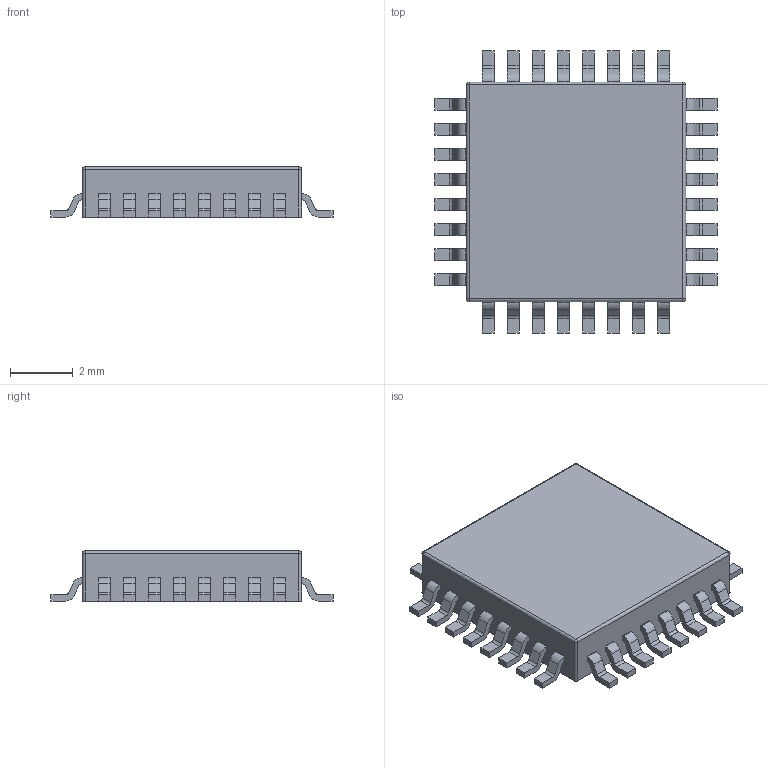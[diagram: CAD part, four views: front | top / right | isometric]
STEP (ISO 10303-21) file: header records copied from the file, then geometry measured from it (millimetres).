
FILE_DESCRIPTION (( 'STEP AP203' ), '1' );
FILE_NAME ( 'QFP33P80_900X900X160L60X37T390-LQ.STEP', '2023-06-07T00:29:46', ( '' ), ( '' ), '', '©2017-2022 PCBL', '' );
FILE_SCHEMA (( 'AUTOMOTIVE_DESIGN' ));
Length unit declared in the file: millimetre
Products named in the file (1): QFP33P80_900X900X160L60X37T390-LQ
Bounding box: 9 x 9 x 1.6 mm (x, y, z)
Volume: 81.5 mm3; surface area: 194 mm2
Topology: 33 solids, 33 shells, 466 faces, 1192 edges, 788 vertices
Faces by surface type: plane 326, cylinder 136, sphere 4
Entity records: 14234 total; most frequent: CARTESIAN_POINT 2443, DIRECTION 2394, ORIENTED_EDGE 2376, EDGE_CURVE 1188, VECTOR 916, LINE 916, VERTEX_POINT 788, AXIS2_PLACEMENT_3D 739
